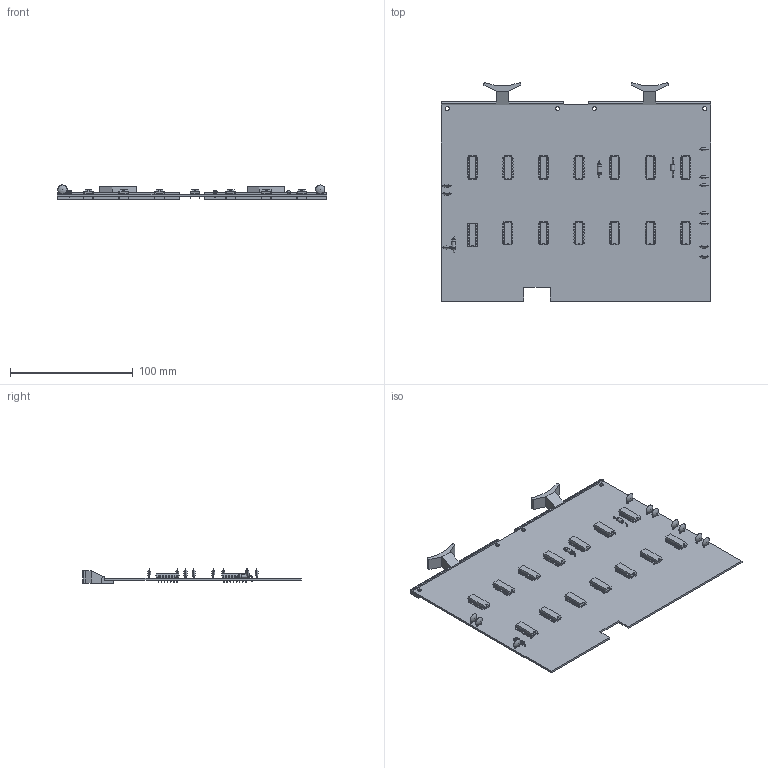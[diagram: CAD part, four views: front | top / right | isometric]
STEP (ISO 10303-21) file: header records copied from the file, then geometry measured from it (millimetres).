
FILE_DESCRIPTION(('KiCad electronic assembly'),'2;1');
FILE_NAME('educ 8 decoder.step','2021-07-14T15:36:37',('An Author'),( 'A Company'),'Open CASCADE STEP processor 7.5', 'KiCad to STEP converter','Unknown');
FILE_SCHEMA(('AUTOMOTIVE_DESIGN { 1 0 10303 214 1 1 1 1 }'));
Length unit declared in the file: millimetre
Products named in the file (14): Open CASCADE STEP translator 7.5 1; Card handles-Body; SOLID; DIP-14_W7.62mm; R_Axial_DIN0309_L9.0mm_D3.2mm_P12.70mm_Horizontal; C_Axial_L5.1mm_D3.1mm_P15.00mm_Horizontal; C_Disc_D7.5mm_W2.5mm_P5.00mm; DIP-16_W7.62mm; COMPOUND
Assembly tree (36 placements, depth 3):
  Open CASCADE STEP translator 7.5 1
    Card handles-Body  x2
      SOLID
    DIP-14_W7.62mm  x13
      SOLID
    R_Axial_DIN0309_L9.0mm_D3.2mm_P12.70mm_Horizontal  x2
      SOLID
    C_Axial_L5.1mm_D3.1mm_P15.00mm_Horizontal
      SOLID
    C_Disc_D7.5mm_W2.5mm_P5.00mm  x10
      SOLID
    DIP-16_W7.62mm
      SOLID
    COMPOUND
Bounding box: 220 x 178.07 x 11.59 mm (x, y, z)
Volume: 71427.8 mm3; surface area: 89152 mm2
Topology: 30 solids, 30 shells, 4012 faces, 10923 edges, 6963 vertices
Faces by surface type: plane 2849, cylinder 727, bspline 366, revolution 42, sphere 20, torus 8
Full cylindrical faces by diameter (mm): 0.5 x4, 0.7 x28, 0.8 x204, 1 x20, 2.79 x2, 2.88 x2, 3.1 x1, 3.2 x12
Entity records: 69433 total; most frequent: CARTESIAN_POINT 18713, DIRECTION 8493, LINE 5451, VECTOR 5451, ORIENTED_EDGE 4640, PCURVE 4640, DEFINITIONAL_REPRESENTATION 4640, EDGE_CURVE 2320
